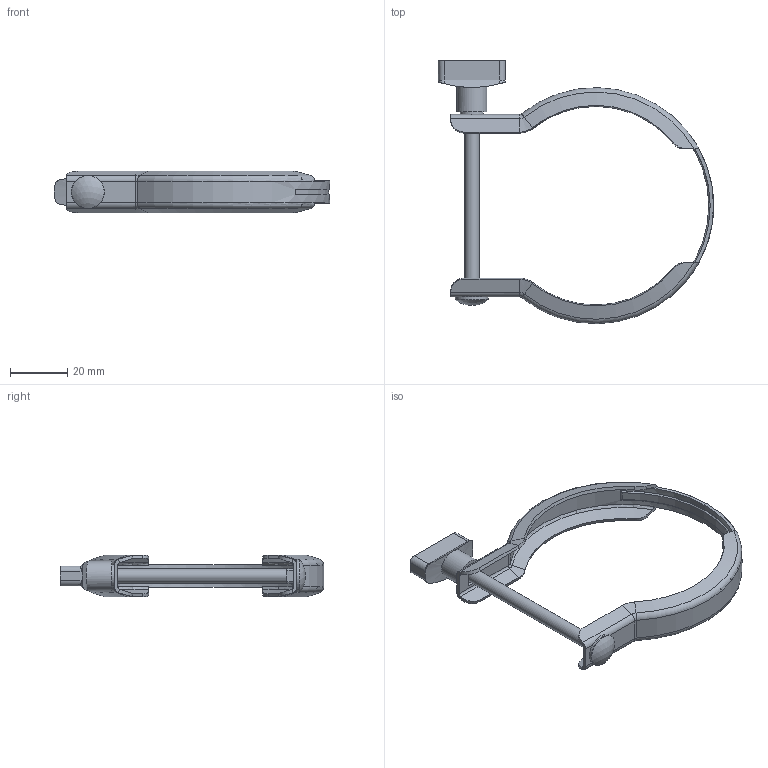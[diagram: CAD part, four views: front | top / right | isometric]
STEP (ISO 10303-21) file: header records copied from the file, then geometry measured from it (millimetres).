
FILE_DESCRIPTION (( 'STEP AP214' ), '1' );
FILE_NAME ('CG1KF50FULLVAC.STEP', '2024-11-19T09:21:28', ( '' ), ( '' ), 'SwSTEP 2.0', 'SolidWorks 2017', '' );
FILE_SCHEMA (( 'AUTOMOTIVE_DESIGN' ));
Length unit declared in the file: millimetre
Products named in the file (1): CG1KF50FULLVAC
Bounding box: 96.55 x 92.4 x 14.7 mm (x, y, z)
Volume: 9088.3 mm3; surface area: 11951.7 mm2
Topology: 5 solids, 5 shells, 149 faces, 350 edges, 213 vertices
Faces by surface type: plane 57, cylinder 44, cone 24, torus 17, bspline 6, sphere 1
Full cylindrical faces by diameter (mm): 5 x1, 8 x1, 10.5 x1, 11.6 x1
Entity records: 12155 total; most frequent: CARTESIAN_POINT 8767, DIRECTION 689, ORIENTED_EDGE 686, EDGE_CURVE 343, AXIS2_PLACEMENT_3D 269, VERTEX_POINT 211, EDGE_LOOP 160, FACE_OUTER_BOUND 154
